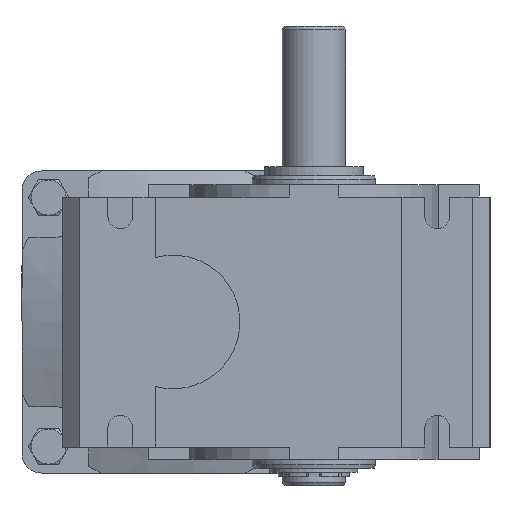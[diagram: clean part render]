
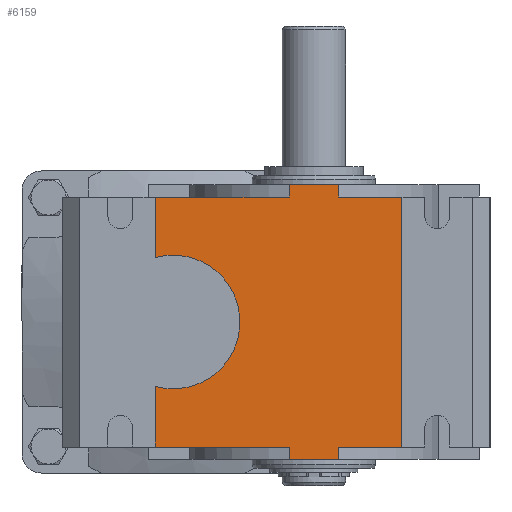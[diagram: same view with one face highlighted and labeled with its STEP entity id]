
A CAD part, left-side view. The second image highlights one B-rep face of the part: STEP entity #6159.
In plain terms, the highlighted planar face has unit normal (-1, 0, 0).
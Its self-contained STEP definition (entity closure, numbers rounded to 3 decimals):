
#174=LINE('',#8850,#744);
#226=LINE('',#8981,#796);
#228=LINE('',#8987,#798);
#271=LINE('',#9097,#841);
#350=LINE('',#9400,#920);
#372=LINE('',#9440,#942);
#400=LINE('',#9545,#970);
#401=LINE('',#9547,#971);
#402=LINE('',#9549,#972);
#403=LINE('',#9550,#973);
#404=LINE('',#9552,#974);
#405=LINE('',#9553,#975);
#406=LINE('',#9554,#976);
#744=VECTOR('',#7119,14.);
#796=VECTOR('',#7213,17.17);
#798=VECTOR('',#7217,71.);
#841=VECTOR('',#7288,17.17);
#920=VECTOR('',#7477,38.);
#942=VECTOR('',#7507,38.);
#970=VECTOR('',#7579,3.5);
#971=VECTOR('',#7580,14.);
#972=VECTOR('',#7581,3.5);
#973=VECTOR('',#7582,18.);
#974=VECTOR('',#7583,18.);
#975=VECTOR('',#7584,3.5);
#976=VECTOR('',#7585,3.5);
#1346=PLANE('',#6588);
#1583=FACE_OUTER_BOUND('',#1919,.T.);
#1919=EDGE_LOOP('',(#4459,#4460,#4461,#4462,#4463,#4464,#4465,#4466,#4467,
#4468,#4469,#4470,#4471,#4472));
#2257=CIRCLE('',#6589,19.);
#2519=VERTEX_POINT('',#8847);
#2520=VERTEX_POINT('',#8849);
#2575=VERTEX_POINT('',#8974);
#2578=VERTEX_POINT('',#8979);
#2580=VERTEX_POINT('',#8984);
#2581=VERTEX_POINT('',#8986);
#2624=VERTEX_POINT('',#9094);
#2625=VERTEX_POINT('',#9096);
#2716=VERTEX_POINT('',#9399);
#2730=VERTEX_POINT('',#9438);
#2759=VERTEX_POINT('',#9544);
#2760=VERTEX_POINT('',#9546);
#2761=VERTEX_POINT('',#9548);
#2762=VERTEX_POINT('',#9551);
#3135=EDGE_CURVE('',#2520,#2519,#174,.T.);
#3200=EDGE_CURVE('',#2578,#2575,#226,.T.);
#3202=EDGE_CURVE('',#2581,#2580,#228,.T.);
#3251=EDGE_CURVE('',#2624,#2625,#271,.T.);
#3369=EDGE_CURVE('',#2716,#2625,#350,.T.);
#3391=EDGE_CURVE('',#2578,#2730,#372,.T.);
#3431=EDGE_CURVE('',#2624,#2575,#2257,.T.);
#3432=EDGE_CURVE('',#2759,#2730,#400,.T.);
#3433=EDGE_CURVE('',#2759,#2760,#401,.T.);
#3434=EDGE_CURVE('',#2760,#2761,#402,.T.);
#3435=EDGE_CURVE('',#2761,#2581,#403,.T.);
#3436=EDGE_CURVE('',#2580,#2762,#404,.T.);
#3437=EDGE_CURVE('',#2762,#2520,#405,.T.);
#3438=EDGE_CURVE('',#2716,#2519,#406,.T.);
#4459=ORIENTED_EDGE('',*,*,#3369,.T.);
#4460=ORIENTED_EDGE('',*,*,#3251,.F.);
#4461=ORIENTED_EDGE('',*,*,#3431,.T.);
#4462=ORIENTED_EDGE('',*,*,#3200,.F.);
#4463=ORIENTED_EDGE('',*,*,#3391,.T.);
#4464=ORIENTED_EDGE('',*,*,#3432,.F.);
#4465=ORIENTED_EDGE('',*,*,#3433,.T.);
#4466=ORIENTED_EDGE('',*,*,#3434,.T.);
#4467=ORIENTED_EDGE('',*,*,#3435,.T.);
#4468=ORIENTED_EDGE('',*,*,#3202,.T.);
#4469=ORIENTED_EDGE('',*,*,#3436,.T.);
#4470=ORIENTED_EDGE('',*,*,#3437,.T.);
#4471=ORIENTED_EDGE('',*,*,#3135,.T.);
#4472=ORIENTED_EDGE('',*,*,#3438,.F.);
#6159=ADVANCED_FACE('',(#1583),#1346,.T.);
#6588=AXIS2_PLACEMENT_3D('',#9542,#7575,#7576);
#6589=AXIS2_PLACEMENT_3D('',#9543,#7577,#7578);
#7119=DIRECTION('',(0.,1.,0.));
#7213=DIRECTION('',(0.,0.,1.));
#7217=DIRECTION('',(0.,0.,1.));
#7288=DIRECTION('',(0.,0.,1.));
#7477=DIRECTION('',(0.,1.,0.));
#7507=DIRECTION('',(0.,-1.,0.));
#7575=DIRECTION('center_axis',(-1.,0.,0.));
#7576=DIRECTION('ref_axis',(0.,0.,1.));
#7577=DIRECTION('center_axis',(1.,0.,0.));
#7578=DIRECTION('ref_axis',(0.,1.,0.));
#7579=DIRECTION('',(0.,0.,1.));
#7580=DIRECTION('',(0.,-1.,0.));
#7581=DIRECTION('',(0.,0.,1.));
#7582=DIRECTION('',(0.,-1.,0.));
#7583=DIRECTION('',(0.,1.,0.));
#7584=DIRECTION('',(0.,0.,1.));
#7585=DIRECTION('',(0.,0.,1.));
#8847=CARTESIAN_POINT('',(-71.321,-12.412,20.25));
#8849=CARTESIAN_POINT('',(-71.321,-26.412,20.25));
#8850=CARTESIAN_POINT('',(-71.321,-26.412,20.25));
#8974=CARTESIAN_POINT('',(-71.321,25.588,-37.08));
#8979=CARTESIAN_POINT('',(-71.321,25.588,-54.25));
#8981=CARTESIAN_POINT('',(-71.321,25.588,-54.25));
#8984=CARTESIAN_POINT('',(-71.321,-44.412,16.75));
#8986=CARTESIAN_POINT('',(-71.321,-44.412,-54.25));
#8987=CARTESIAN_POINT('',(-71.321,-44.412,-54.25));
#9094=CARTESIAN_POINT('',(-71.321,25.588,-0.42));
#9096=CARTESIAN_POINT('',(-71.321,25.588,16.75));
#9097=CARTESIAN_POINT('',(-71.321,25.588,-0.42));
#9399=CARTESIAN_POINT('',(-71.321,-12.412,16.75));
#9400=CARTESIAN_POINT('',(-71.321,-12.412,16.75));
#9438=CARTESIAN_POINT('',(-71.321,-12.412,-54.25));
#9440=CARTESIAN_POINT('',(-71.321,25.588,-54.25));
#9542=CARTESIAN_POINT('Origin',(-71.321,-44.412,-18.75));
#9543=CARTESIAN_POINT('Origin',(-71.321,20.588,-18.75));
#9544=CARTESIAN_POINT('',(-71.321,-12.412,-57.75));
#9545=CARTESIAN_POINT('',(-71.321,-12.412,-57.75));
#9546=CARTESIAN_POINT('',(-71.321,-26.412,-57.75));
#9547=CARTESIAN_POINT('',(-71.321,-12.412,-57.75));
#9548=CARTESIAN_POINT('',(-71.321,-26.412,-54.25));
#9549=CARTESIAN_POINT('',(-71.321,-26.412,-57.75));
#9550=CARTESIAN_POINT('',(-71.321,-26.412,-54.25));
#9551=CARTESIAN_POINT('',(-71.321,-26.412,16.75));
#9552=CARTESIAN_POINT('',(-71.321,-44.412,16.75));
#9553=CARTESIAN_POINT('',(-71.321,-26.412,16.75));
#9554=CARTESIAN_POINT('',(-71.321,-12.412,16.75));
